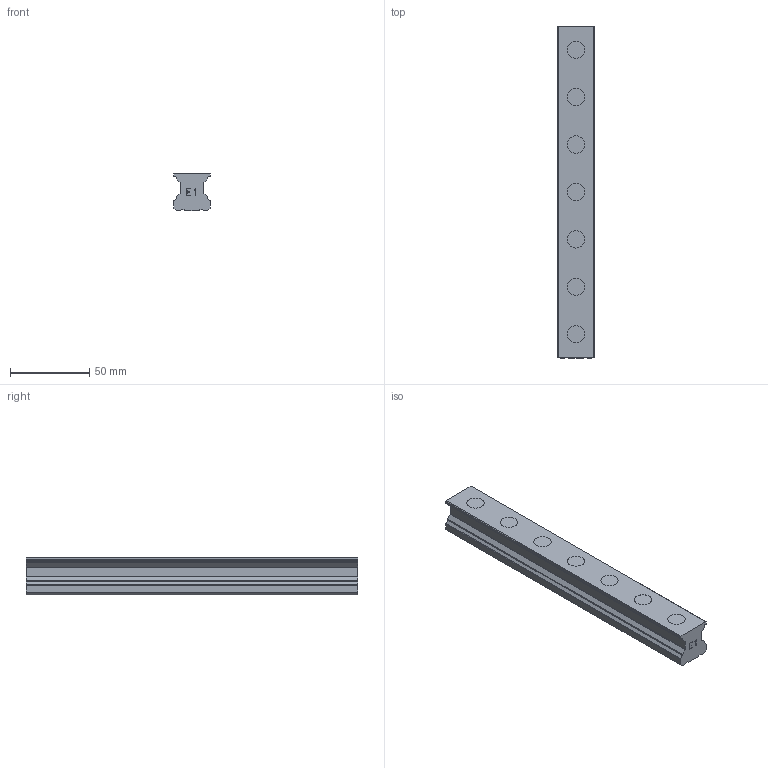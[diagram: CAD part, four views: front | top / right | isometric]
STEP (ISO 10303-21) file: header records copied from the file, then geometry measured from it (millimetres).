
FILE_DESCRIPTION(('STEP AP214'),'1');
FILE_NAME('cctmp_446FA259-8206-4955-9C86-B76BDF13293A_2021_03_10_17_08_01_0836..stp','2021-03-10T16:08:01',('HIWIN GmbH'),('CADClick - www.CADClick.com'),'Spatial InterOp 3D',' ','unknown authorization');
FILE_SCHEMA(('AUTOMOTIVE_DESIGN'));
Length unit declared in the file: millimetre
Products named in the file (1): RGR25R210H_FILE
Bounding box: 23 x 210 x 23.6 mm (x, y, z)
Volume: 84213.7 mm3; surface area: 26888.2 mm2
Topology: 1 solids, 1 shells, 180 faces, 459 edges, 306 vertices
Faces by surface type: plane 120, cylinder 60
Entity records: 6907 total; most frequent: CARTESIAN_POINT 946, DIRECTION 941, ORIENTED_EDGE 918, EDGE_CURVE 459, LINE 339, VECTOR 339, VERTEX_POINT 306, AXIS2_PLACEMENT_3D 301
